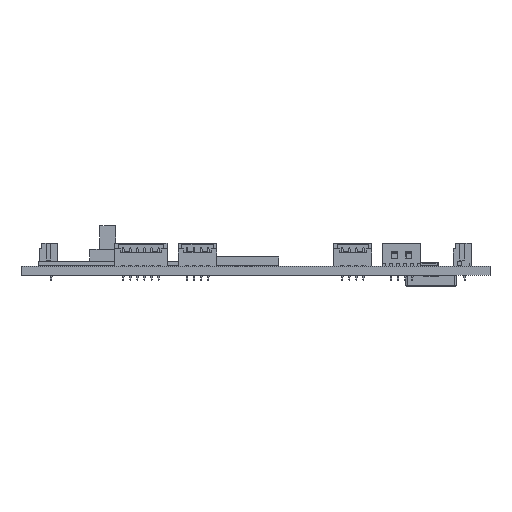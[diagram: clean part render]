
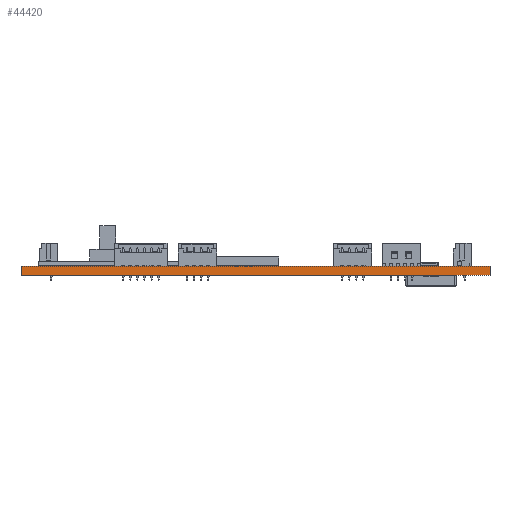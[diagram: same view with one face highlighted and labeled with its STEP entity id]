
A CAD part, left-side view. The second image highlights one B-rep face of the part: STEP entity #44420.
In plain terms, the highlighted planar face has unit normal (-1, 0, 0).
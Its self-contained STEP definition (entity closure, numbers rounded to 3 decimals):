
#44420 = ADVANCED_FACE('',(#44421),#44435,.T.);
#44421 = FACE_BOUND('',#44422,.T.);
#44422 = EDGE_LOOP('',(#44423,#44458,#44486,#44514));
#44423 = ORIENTED_EDGE('',*,*,#44424,.T.);
#44424 = EDGE_CURVE('',#44425,#44427,#44429,.T.);
#44425 = VERTEX_POINT('',#44426);
#44426 = CARTESIAN_POINT('',(39.06,-115.91,0.));
#44427 = VERTEX_POINT('',#44428);
#44428 = CARTESIAN_POINT('',(39.06,-115.91,1.6));
#44429 = SURFACE_CURVE('',#44430,(#44434,#44446),.PCURVE_S1.);
#44430 = LINE('',#44431,#44432);
#44431 = CARTESIAN_POINT('',(39.06,-115.91,0.));
#44432 = VECTOR('',#44433,1.);
#44433 = DIRECTION('',(0.,0.,1.));
#44434 = PCURVE('',#44435,#44440);
#44435 = PLANE('',#44436);
#44436 = AXIS2_PLACEMENT_3D('',#44437,#44438,#44439);
#44437 = CARTESIAN_POINT('',(39.06,-115.91,0.));
#44438 = DIRECTION('',(-1.,0.,0.));
#44439 = DIRECTION('',(0.,1.,0.));
#44440 = DEFINITIONAL_REPRESENTATION('',(#44441),#44445);
#44441 = LINE('',#44442,#44443);
#44442 = CARTESIAN_POINT('',(0.,0.));
#44443 = VECTOR('',#44444,1.);
#44444 = DIRECTION('',(0.,-1.));
#44445 = ( GEOMETRIC_REPRESENTATION_CONTEXT(2) 
PARAMETRIC_REPRESENTATION_CONTEXT() REPRESENTATION_CONTEXT('2D SPACE',''
  ) );
#44446 = PCURVE('',#44447,#44452);
#44447 = PLANE('',#44448);
#44448 = AXIS2_PLACEMENT_3D('',#44449,#44450,#44451);
#44449 = CARTESIAN_POINT('',(137.06,-115.91,0.));
#44450 = DIRECTION('',(0.,-1.,0.));
#44451 = DIRECTION('',(-1.,0.,0.));
#44452 = DEFINITIONAL_REPRESENTATION('',(#44453),#44457);
#44453 = LINE('',#44454,#44455);
#44454 = CARTESIAN_POINT('',(98.,0.));
#44455 = VECTOR('',#44456,1.);
#44456 = DIRECTION('',(0.,-1.));
#44457 = ( GEOMETRIC_REPRESENTATION_CONTEXT(2) 
PARAMETRIC_REPRESENTATION_CONTEXT() REPRESENTATION_CONTEXT('2D SPACE',''
  ) );
#44458 = ORIENTED_EDGE('',*,*,#44459,.T.);
#44459 = EDGE_CURVE('',#44427,#44460,#44462,.T.);
#44460 = VERTEX_POINT('',#44461);
#44461 = CARTESIAN_POINT('',(39.06,-33.31,1.6));
#44462 = SURFACE_CURVE('',#44463,(#44467,#44474),.PCURVE_S1.);
#44463 = LINE('',#44464,#44465);
#44464 = CARTESIAN_POINT('',(39.06,-115.91,1.6));
#44465 = VECTOR('',#44466,1.);
#44466 = DIRECTION('',(0.,1.,0.));
#44467 = PCURVE('',#44435,#44468);
#44468 = DEFINITIONAL_REPRESENTATION('',(#44469),#44473);
#44469 = LINE('',#44470,#44471);
#44470 = CARTESIAN_POINT('',(0.,-1.6));
#44471 = VECTOR('',#44472,1.);
#44472 = DIRECTION('',(1.,0.));
#44473 = ( GEOMETRIC_REPRESENTATION_CONTEXT(2) 
PARAMETRIC_REPRESENTATION_CONTEXT() REPRESENTATION_CONTEXT('2D SPACE',''
  ) );
#44474 = PCURVE('',#44475,#44480);
#44475 = PLANE('',#44476);
#44476 = AXIS2_PLACEMENT_3D('',#44477,#44478,#44479);
#44477 = CARTESIAN_POINT('',(88.06,-74.61,1.6));
#44478 = DIRECTION('',(0.,0.,-1.));
#44479 = DIRECTION('',(-1.,0.,0.));
#44480 = DEFINITIONAL_REPRESENTATION('',(#44481),#44485);
#44481 = LINE('',#44482,#44483);
#44482 = CARTESIAN_POINT('',(49.,-41.3));
#44483 = VECTOR('',#44484,1.);
#44484 = DIRECTION('',(0.,1.));
#44485 = ( GEOMETRIC_REPRESENTATION_CONTEXT(2) 
PARAMETRIC_REPRESENTATION_CONTEXT() REPRESENTATION_CONTEXT('2D SPACE',''
  ) );
#44486 = ORIENTED_EDGE('',*,*,#44487,.F.);
#44487 = EDGE_CURVE('',#44488,#44460,#44490,.T.);
#44488 = VERTEX_POINT('',#44489);
#44489 = CARTESIAN_POINT('',(39.06,-33.31,0.));
#44490 = SURFACE_CURVE('',#44491,(#44495,#44502),.PCURVE_S1.);
#44491 = LINE('',#44492,#44493);
#44492 = CARTESIAN_POINT('',(39.06,-33.31,0.));
#44493 = VECTOR('',#44494,1.);
#44494 = DIRECTION('',(0.,0.,1.));
#44495 = PCURVE('',#44435,#44496);
#44496 = DEFINITIONAL_REPRESENTATION('',(#44497),#44501);
#44497 = LINE('',#44498,#44499);
#44498 = CARTESIAN_POINT('',(82.6,0.));
#44499 = VECTOR('',#44500,1.);
#44500 = DIRECTION('',(0.,-1.));
#44501 = ( GEOMETRIC_REPRESENTATION_CONTEXT(2) 
PARAMETRIC_REPRESENTATION_CONTEXT() REPRESENTATION_CONTEXT('2D SPACE',''
  ) );
#44502 = PCURVE('',#44503,#44508);
#44503 = PLANE('',#44504);
#44504 = AXIS2_PLACEMENT_3D('',#44505,#44506,#44507);
#44505 = CARTESIAN_POINT('',(39.06,-33.31,0.));
#44506 = DIRECTION('',(0.,1.,0.));
#44507 = DIRECTION('',(1.,0.,0.));
#44508 = DEFINITIONAL_REPRESENTATION('',(#44509),#44513);
#44509 = LINE('',#44510,#44511);
#44510 = CARTESIAN_POINT('',(0.,0.));
#44511 = VECTOR('',#44512,1.);
#44512 = DIRECTION('',(0.,-1.));
#44513 = ( GEOMETRIC_REPRESENTATION_CONTEXT(2) 
PARAMETRIC_REPRESENTATION_CONTEXT() REPRESENTATION_CONTEXT('2D SPACE',''
  ) );
#44514 = ORIENTED_EDGE('',*,*,#44515,.F.);
#44515 = EDGE_CURVE('',#44425,#44488,#44516,.T.);
#44516 = SURFACE_CURVE('',#44517,(#44521,#44528),.PCURVE_S1.);
#44517 = LINE('',#44518,#44519);
#44518 = CARTESIAN_POINT('',(39.06,-115.91,0.));
#44519 = VECTOR('',#44520,1.);
#44520 = DIRECTION('',(0.,1.,0.));
#44521 = PCURVE('',#44435,#44522);
#44522 = DEFINITIONAL_REPRESENTATION('',(#44523),#44527);
#44523 = LINE('',#44524,#44525);
#44524 = CARTESIAN_POINT('',(0.,0.));
#44525 = VECTOR('',#44526,1.);
#44526 = DIRECTION('',(1.,0.));
#44527 = ( GEOMETRIC_REPRESENTATION_CONTEXT(2) 
PARAMETRIC_REPRESENTATION_CONTEXT() REPRESENTATION_CONTEXT('2D SPACE',''
  ) );
#44528 = PCURVE('',#44529,#44534);
#44529 = PLANE('',#44530);
#44530 = AXIS2_PLACEMENT_3D('',#44531,#44532,#44533);
#44531 = CARTESIAN_POINT('',(88.06,-74.61,0.));
#44532 = DIRECTION('',(0.,0.,-1.));
#44533 = DIRECTION('',(-1.,0.,0.));
#44534 = DEFINITIONAL_REPRESENTATION('',(#44535),#44539);
#44535 = LINE('',#44536,#44537);
#44536 = CARTESIAN_POINT('',(49.,-41.3));
#44537 = VECTOR('',#44538,1.);
#44538 = DIRECTION('',(0.,1.));
#44539 = ( GEOMETRIC_REPRESENTATION_CONTEXT(2) 
PARAMETRIC_REPRESENTATION_CONTEXT() REPRESENTATION_CONTEXT('2D SPACE',''
  ) );
